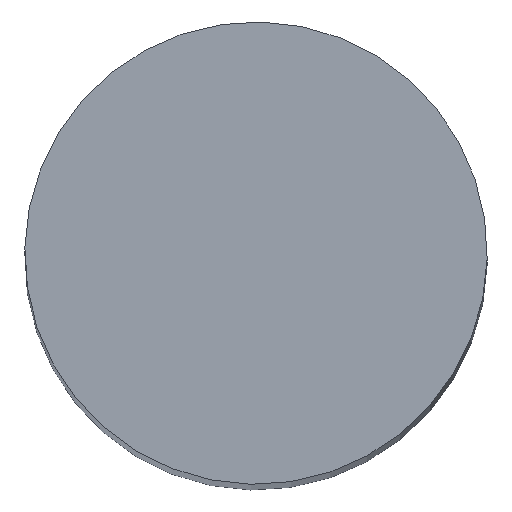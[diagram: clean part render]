
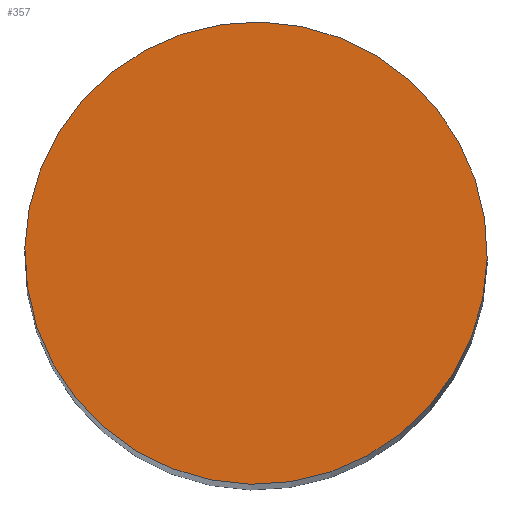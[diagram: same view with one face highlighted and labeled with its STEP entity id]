
A CAD part, top view. The second image highlights one B-rep face of the part: STEP entity #357.
In plain terms, the highlighted planar face has unit normal (0, 0, 1).
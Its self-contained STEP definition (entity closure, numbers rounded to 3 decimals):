
#204=CARTESIAN_POINT('',(0.,0.,110.05));
#205=DIRECTION('',(0.,0.,1.));
#206=DIRECTION('',(0.878,0.479,0.));
#207=AXIS2_PLACEMENT_3D('',#204,#205,#206);
#212=CARTESIAN_POINT('',(0.,0.,110.05));
#213=DIRECTION('',(0.,0.,1.));
#214=DIRECTION('',(-0.878,-0.479,0.));
#215=AXIS2_PLACEMENT_3D('',#212,#213,#214);
#234=CARTESIAN_POINT('',(-5.265,-2.877,110.05));
#235=VERTEX_POINT('',#234);
#236=CARTESIAN_POINT('',(5.265,2.877,110.05));
#237=VERTEX_POINT('',#236);
#348=CARTESIAN_POINT('',(-4.875,0.,110.05));
#349=DIRECTION('',(0.,0.,1.));
#350=DIRECTION('',(1.,0.,0.));
#351=AXIS2_PLACEMENT_3D('',#348,#349,#350);
#352=PLANE('',#351);
#353=ORIENTED_EDGE('',*,*,#328,.F.);
#354=ORIENTED_EDGE('',*,*,#343,.F.);
#355=EDGE_LOOP('',(#353,#354));
#356=FACE_OUTER_BOUND('',#355,.F.);
#357=ADVANCED_FACE('',(#356),#352,.T.);
#208=CIRCLE('',#207,6.);
#216=CIRCLE('',#215,6.);
#328=EDGE_CURVE('',#237,#235,#208,.T.);
#343=EDGE_CURVE('',#235,#237,#216,.T.);
